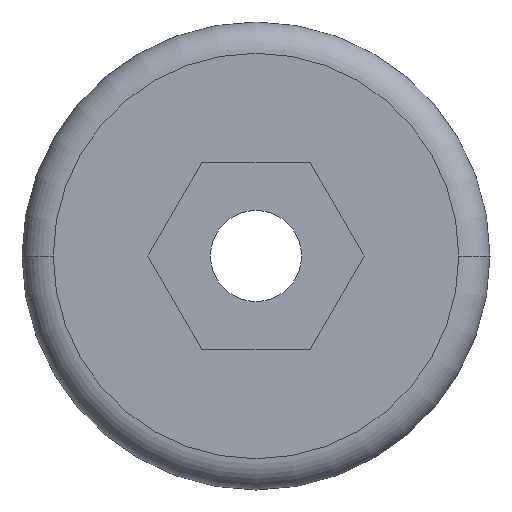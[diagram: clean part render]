
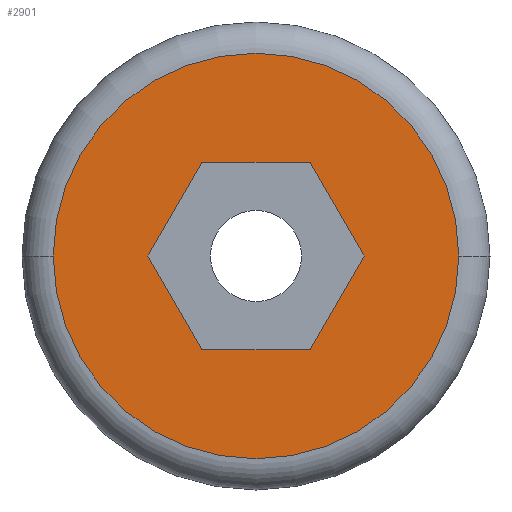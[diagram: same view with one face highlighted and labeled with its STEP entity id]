
A CAD part, left-side view. The second image highlights one B-rep face of the part: STEP entity #2901.
In plain terms, the highlighted planar face has unit normal (-1, 0, 0).
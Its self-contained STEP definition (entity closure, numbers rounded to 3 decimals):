
#1403=DIRECTION('',(0.,-0.5,0.866));
#1404=VECTOR('',#1403,0.878);
#1405=CARTESIAN_POINT('',(-1.93,0.878,0.));
#1406=LINE('',#1405,#1404);
#1407=DIRECTION('',(0.,0.5,0.866));
#1408=VECTOR('',#1407,0.878);
#1409=CARTESIAN_POINT('',(-1.93,0.439,-0.76));
#1410=LINE('',#1409,#1408);
#1411=DIRECTION('',(0.,1.,0.));
#1412=VECTOR('',#1411,0.878);
#1413=CARTESIAN_POINT('',(-1.93,-0.439,-0.76));
#1414=LINE('',#1413,#1412);
#1415=DIRECTION('',(0.,0.5,-0.866));
#1416=VECTOR('',#1415,0.878);
#1417=CARTESIAN_POINT('',(-1.93,-0.878,0.));
#1418=LINE('',#1417,#1416);
#1419=DIRECTION('',(0.,-0.5,-0.866));
#1420=VECTOR('',#1419,0.878);
#1421=CARTESIAN_POINT('',(-1.93,-0.439,0.76));
#1422=LINE('',#1421,#1420);
#1423=DIRECTION('',(0.,-1.,0.));
#1424=VECTOR('',#1423,0.878);
#1425=CARTESIAN_POINT('',(-1.93,0.439,0.76));
#1426=LINE('',#1425,#1424);
#1427=CARTESIAN_POINT('',(-1.93,0.,0.));
#1428=DIRECTION('',(-1.,0.,0.));
#1429=DIRECTION('',(0.,1.,0.));
#1430=AXIS2_PLACEMENT_3D('',#1427,#1428,#1429);
#1432=CARTESIAN_POINT('',(-1.93,0.,0.));
#1433=DIRECTION('',(-1.,0.,0.));
#1434=DIRECTION('',(0.,-1.,0.));
#1435=AXIS2_PLACEMENT_3D('',#1432,#1433,#1434);
#1589=CARTESIAN_POINT('',(-1.93,0.878,0.));
#1590=CARTESIAN_POINT('',(-1.93,0.439,0.76));
#1591=VERTEX_POINT('',#1589);
#1592=VERTEX_POINT('',#1590);
#1593=CARTESIAN_POINT('',(-1.93,-0.439,0.76));
#1594=VERTEX_POINT('',#1593);
#1595=CARTESIAN_POINT('',(-1.93,-0.878,0.));
#1596=VERTEX_POINT('',#1595);
#1597=CARTESIAN_POINT('',(-1.93,-0.439,-0.76));
#1598=VERTEX_POINT('',#1597);
#1599=CARTESIAN_POINT('',(-1.93,0.439,-0.76));
#1600=VERTEX_POINT('',#1599);
#1601=CARTESIAN_POINT('',(-1.93,1.646,0.));
#1602=CARTESIAN_POINT('',(-1.93,-1.646,0.));
#1603=VERTEX_POINT('',#1601);
#1604=VERTEX_POINT('',#1602);
#2877=CARTESIAN_POINT('',(-1.93,0.,0.));
#2878=DIRECTION('',(1.,0.,0.));
#2879=DIRECTION('',(0.,-1.,0.));
#2880=AXIS2_PLACEMENT_3D('',#2877,#2878,#2879);
#2881=PLANE('',#2880);
#2883=ORIENTED_EDGE('',*,*,#2882,.F.);
#2884=ORIENTED_EDGE('',*,*,#2867,.F.);
#2885=EDGE_LOOP('',(#2883,#2884));
#2886=FACE_OUTER_BOUND('',#2885,.F.);
#2888=ORIENTED_EDGE('',*,*,#2887,.F.);
#2890=ORIENTED_EDGE('',*,*,#2889,.F.);
#2892=ORIENTED_EDGE('',*,*,#2891,.F.);
#2894=ORIENTED_EDGE('',*,*,#2893,.F.);
#2896=ORIENTED_EDGE('',*,*,#2895,.F.);
#2898=ORIENTED_EDGE('',*,*,#2897,.F.);
#2899=EDGE_LOOP('',(#2888,#2890,#2892,#2894,#2896,#2898));
#2900=FACE_BOUND('',#2899,.F.);
#1431=CIRCLE('',#1430,1.646);
#1436=CIRCLE('',#1435,1.646);
#2867=EDGE_CURVE('',#1604,#1603,#1436,.T.);
#2882=EDGE_CURVE('',#1603,#1604,#1431,.T.);
#2887=EDGE_CURVE('',#1591,#1592,#1406,.T.);
#2889=EDGE_CURVE('',#1600,#1591,#1410,.T.);
#2891=EDGE_CURVE('',#1598,#1600,#1414,.T.);
#2893=EDGE_CURVE('',#1596,#1598,#1418,.T.);
#2895=EDGE_CURVE('',#1594,#1596,#1422,.T.);
#2897=EDGE_CURVE('',#1592,#1594,#1426,.T.);
#2901=ADVANCED_FACE('',(#2886,#2900),#2881,.F.);
